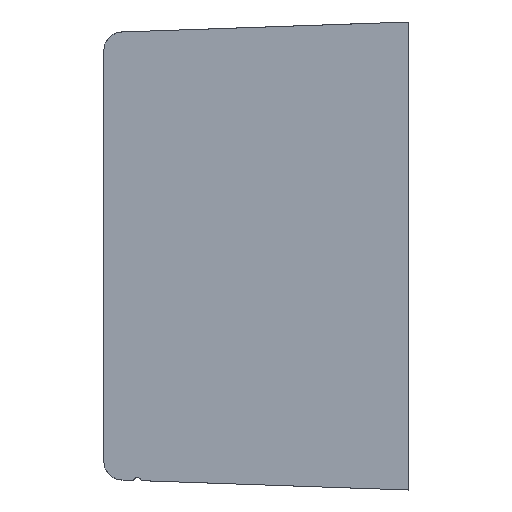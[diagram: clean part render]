
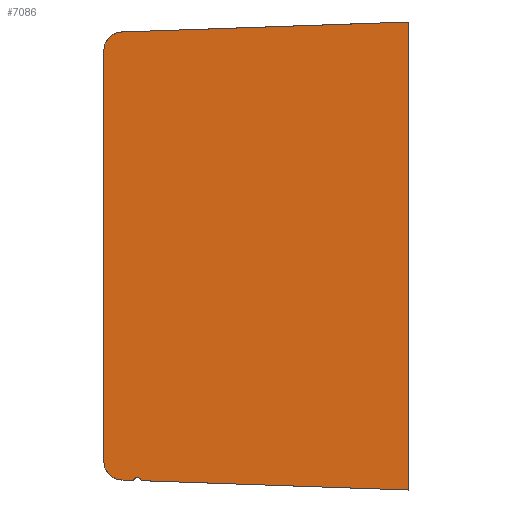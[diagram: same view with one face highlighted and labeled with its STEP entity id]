
A CAD part, left-side view. The second image highlights one B-rep face of the part: STEP entity #7086.
In plain terms, the highlighted planar face has unit normal (-1, 0, 0).
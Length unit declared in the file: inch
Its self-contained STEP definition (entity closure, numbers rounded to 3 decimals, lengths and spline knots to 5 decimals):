
#1775 = CARTESIAN_POINT ( 'NONE',  ( -0.9935, 2.84799, -2.40055 ) ) ;
#2252 = CARTESIAN_POINT ( 'NONE',  ( -0.9935, 2.89106, -2.41359 ) ) ;
#2256 = EDGE_LOOP ( 'NONE', ( #20597, #22444, #27184, #13090, #36147, #14152, #14431, #16993 ) ) ;
#3042 = EDGE_CURVE ( 'NONE', #12859, #19271, #16660, .T. ) ;
#3548 = EDGE_CURVE ( 'NONE', #21796, #16712, #5658, .T. ) ;
#3851 = CARTESIAN_POINT ( 'NONE',  ( -0.9935, 3.42043, -2.38056 ) ) ;
#5240 = DIRECTION ( 'NONE',  ( 0., -1., 0. ) ) ;
#5658 = LINE ( 'NONE', #29438, #12622 ) ;
#5677 = AXIS2_PLACEMENT_3D ( 'NONE', #11553, #32121, #14547 ) ;
#5694 = DIRECTION ( 'NONE',  ( 0., -0.999, -0.035 ) ) ;
#6125 = DIRECTION ( 'NONE',  ( -1., 0., 0. ) ) ;
#7086 = ADVANCED_FACE ( 'NONE', ( #21510 ), #17187, .F. ) ;
#7540 = VERTEX_POINT ( 'NONE', #31155 ) ;
#7793 = EDGE_CURVE ( 'NONE', #7540, #12686, #21407, .T. ) ;
#9538 = CARTESIAN_POINT ( 'NONE',  ( -0.9935, 3.25, -2.19337 ) ) ;
#9787 = CARTESIAN_POINT ( 'NONE',  ( -0.9935, 0., -2.5 ) ) ;
#10735 = LINE ( 'NONE', #30710, #26417 ) ;
#11388 = CARTESIAN_POINT ( 'NONE',  ( -0.9935, 3.25, 2.5 ) ) ;
#11553 = CARTESIAN_POINT ( 'NONE',  ( -0.9935, 3.05, 2.19337 ) ) ;
#11771 = EDGE_CURVE ( 'NONE', #32841, #19445, #10735, .T. ) ;
#12622 = VECTOR ( 'NONE', #5694, 39.37008 ) ;
#12686 = VERTEX_POINT ( 'NONE', #13604 ) ;
#12711 = AXIS2_PLACEMENT_3D ( 'NONE', #23868, #6125, #26805 ) ;
#12859 = VERTEX_POINT ( 'NONE', #20257 ) ;
#12872 = DIRECTION ( 'NONE',  ( 0., 0., -1. ) ) ;
#13090 = ORIENTED_EDGE ( 'NONE', *, *, #34624, .T. ) ;
#13500 = DIRECTION ( 'NONE',  ( 0., -0.999, 0.035 ) ) ;
#13604 = CARTESIAN_POINT ( 'NONE',  ( -0.9935, 2.93311, -2.39757 ) ) ;
#14041 = CIRCLE ( 'NONE', #5677, 0.2 ) ;
#14152 = ORIENTED_EDGE ( 'NONE', *, *, #31491, .T. ) ;
#14367 = DIRECTION ( 'NONE',  ( 0., 1., 0. ) ) ;
#14431 = ORIENTED_EDGE ( 'NONE', *, *, #7793, .T. ) ;
#14547 = DIRECTION ( 'NONE',  ( 0., 1., 0. ) ) ;
#15114 = EDGE_CURVE ( 'NONE', #19445, #16712, #20223, .T. ) ;
#15275 = VECTOR ( 'NONE', #12872, 39.37008 ) ;
#15800 = AXIS2_PLACEMENT_3D ( 'NONE', #11388, #31953, #14367 ) ;
#16372 = CARTESIAN_POINT ( 'NONE',  ( -0.9935, 0., 2.5 ) ) ;
#16655 = AXIS2_PLACEMENT_3D ( 'NONE', #2252, #22977, #5240 ) ;
#16660 = LINE ( 'NONE', #27582, #15275 ) ;
#16712 = VERTEX_POINT ( 'NONE', #9787 ) ;
#16993 = ORIENTED_EDGE ( 'NONE', *, *, #24374, .F. ) ;
#17187 = PLANE ( 'NONE',  #15800 ) ;
#19271 = VERTEX_POINT ( 'NONE', #9538 ) ;
#19445 = VERTEX_POINT ( 'NONE', #31294 ) ;
#20223 = LINE ( 'NONE', #16372, #28089 ) ;
#20257 = CARTESIAN_POINT ( 'NONE',  ( -0.9935, 3.25, 2.19337 ) ) ;
#20597 = ORIENTED_EDGE ( 'NONE', *, *, #3548, .T. ) ;
#21407 = LINE ( 'NONE', #3851, #35979 ) ;
#21510 = FACE_OUTER_BOUND ( 'NONE', #2256, .T. ) ;
#21597 = DIRECTION ( 'NONE',  ( 0., -0.999, -0.035 ) ) ;
#21796 = VERTEX_POINT ( 'NONE', #1775 ) ;
#22444 = ORIENTED_EDGE ( 'NONE', *, *, #15114, .F. ) ;
#22977 = DIRECTION ( 'NONE',  ( -1., 0., 0. ) ) ;
#23868 = CARTESIAN_POINT ( 'NONE',  ( -0.9935, 3.05, -2.19337 ) ) ;
#24374 = EDGE_CURVE ( 'NONE', #21796, #12686, #28955, .T. ) ;
#26340 = CIRCLE ( 'NONE', #12711, 0.2 ) ;
#26417 = VECTOR ( 'NONE', #13500, 39.37008 ) ;
#26805 = DIRECTION ( 'NONE',  ( 0., 1., 0. ) ) ;
#27184 = ORIENTED_EDGE ( 'NONE', *, *, #11771, .F. ) ;
#27582 = CARTESIAN_POINT ( 'NONE',  ( -0.9935, 3.25, 2.5 ) ) ;
#28089 = VECTOR ( 'NONE', #33895, 39.37008 ) ;
#28955 = CIRCLE ( 'NONE', #16655, 0.045 ) ;
#29438 = CARTESIAN_POINT ( 'NONE',  ( -0.9935, 3.42043, -2.38056 ) ) ;
#30710 = CARTESIAN_POINT ( 'NONE',  ( -0.9935, 3.24604, 2.38665 ) ) ;
#31155 = CARTESIAN_POINT ( 'NONE',  ( -0.9935, 3.05698, -2.39325 ) ) ;
#31294 = CARTESIAN_POINT ( 'NONE',  ( -0.9935, 0., 2.5 ) ) ;
#31491 = EDGE_CURVE ( 'NONE', #19271, #7540, #26340, .T. ) ;
#31953 = DIRECTION ( 'NONE',  ( 1., 0., 0. ) ) ;
#32121 = DIRECTION ( 'NONE',  ( -1., 0., 0. ) ) ;
#32841 = VERTEX_POINT ( 'NONE', #36629 ) ;
#33895 = DIRECTION ( 'NONE',  ( 0., 0., -1. ) ) ;
#34624 = EDGE_CURVE ( 'NONE', #32841, #12859, #14041, .T. ) ;
#35979 = VECTOR ( 'NONE', #21597, 39.37008 ) ;
#36147 = ORIENTED_EDGE ( 'NONE', *, *, #3042, .T. ) ;
#36629 = CARTESIAN_POINT ( 'NONE',  ( -0.9935, 3.05698, 2.39325 ) ) ;
